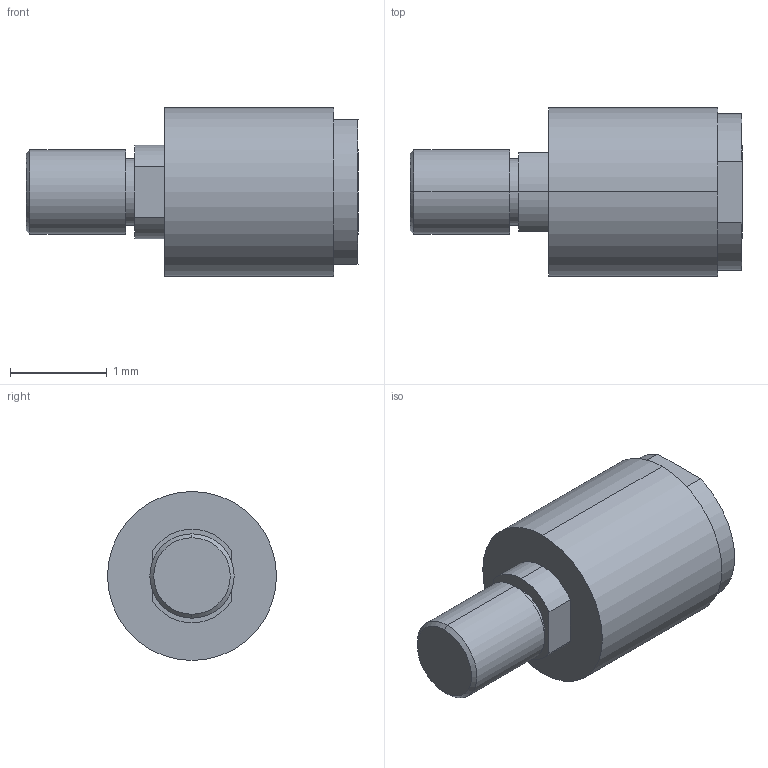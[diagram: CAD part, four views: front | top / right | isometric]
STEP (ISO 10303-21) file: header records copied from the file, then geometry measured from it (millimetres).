
FILE_DESCRIPTION((''),'2;1');
FILE_NAME('Ac875.stp','2005-04-27T14:41:29',(''),(''),'Mechanical Desktop 2005','Mechanical Desktop 2005',', , ');
FILE_SCHEMA(('CONFIG_CONTROL_DESIGN'));
Length unit declared in the file: millimetre
Products named in the file (1): Product
Bounding box: 3.44 x 1.75 x 1.75 mm (x, y, z)
Volume: 4.9 mm3; surface area: 23.1 mm2
Topology: 1 solids, 3 shells, 55 faces, 130 edges, 86 vertices
Faces by surface type: plane 39, cylinder 12, bspline 2, cone 2
Entity records: 1695 total; most frequent: CARTESIAN_POINT 306, DIRECTION 268, ORIENTED_EDGE 260, EDGE_CURVE 130, VECTOR 100, LINE 100, VERTEX_POINT 86, AXIS2_PLACEMENT_3D 84
